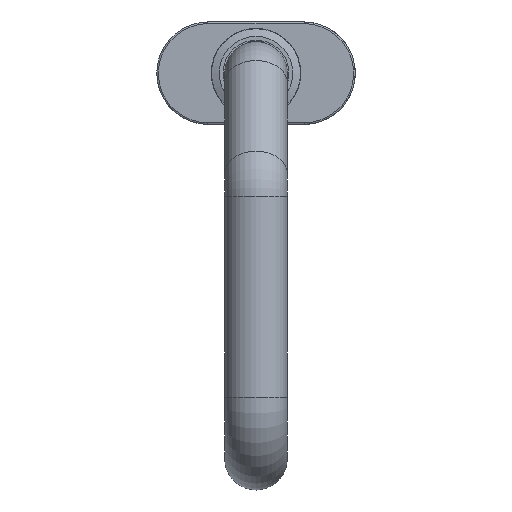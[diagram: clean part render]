
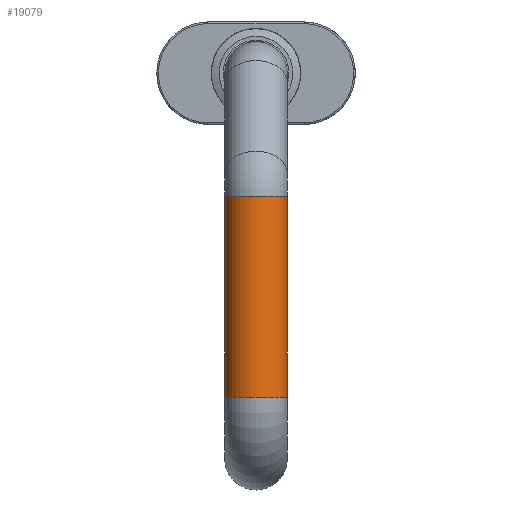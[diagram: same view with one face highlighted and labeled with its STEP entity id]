
A CAD part, left-side view. The second image highlights one B-rep face of the part: STEP entity #19079.
In plain terms, the highlighted cylindrical face has radius 9.8 mm (diameter 19.6 mm), a full revolution.
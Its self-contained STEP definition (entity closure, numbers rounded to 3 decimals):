
#127 = ORIENTED_EDGE ( 'NONE', *, *, #7346, .T. ) ;
#265 = EDGE_LOOP ( 'NONE', ( #18689 ) ) ;
#1001 = CARTESIAN_POINT ( 'NONE',  ( -111., 0., 0. ) ) ;
#2150 = CARTESIAN_POINT ( 'NONE',  ( -111., 0., -9.8 ) ) ;
#4167 = CYLINDRICAL_SURFACE ( 'NONE', #8606, 9.8 ) ;
#4246 = DIRECTION ( 'NONE',  ( 0., 0., 1. ) ) ;
#4444 = DIRECTION ( 'NONE',  ( -1., 0., 0. ) ) ;
#5964 = DIRECTION ( 'NONE',  ( -1., 0., 0. ) ) ;
#6523 = CIRCLE ( 'NONE', #11464, 9.8 ) ;
#7346 = EDGE_CURVE ( 'NONE', #19247, #19247, #6523, .T. ) ;
#7730 = CIRCLE ( 'NONE', #10020, 9.8 ) ;
#8460 = VERTEX_POINT ( 'NONE', #1001 ) ;
#8587 = DIRECTION ( 'NONE',  ( 0., 0., 1. ) ) ;
#8606 = AXIS2_PLACEMENT_3D ( 'NONE', #9392, #5964, #11099 ) ;
#9392 = CARTESIAN_POINT ( 'NONE',  ( -48.284, 0., -9.8 ) ) ;
#10020 = AXIS2_PLACEMENT_3D ( 'NONE', #2150, #13519, #8587 ) ;
#10712 = EDGE_CURVE ( 'NONE', #8460, #8460, #7730, .T. ) ;
#11099 = DIRECTION ( 'NONE',  ( 0., 0., 1. ) ) ;
#11464 = AXIS2_PLACEMENT_3D ( 'NONE', #15826, #4444, #4246 ) ;
#13519 = DIRECTION ( 'NONE',  ( -1., 0., 0. ) ) ;
#14414 = FACE_OUTER_BOUND ( 'NONE', #265, .T. ) ;
#15826 = CARTESIAN_POINT ( 'NONE',  ( -48.284, 0., -9.8 ) ) ;
#17445 = CARTESIAN_POINT ( 'NONE',  ( -48.284, 0., 0. ) ) ;
#18689 = ORIENTED_EDGE ( 'NONE', *, *, #10712, .F. ) ;
#19079 = ADVANCED_FACE ( 'NONE', ( #20830, #14414 ), #4167, .T. ) ;
#19247 = VERTEX_POINT ( 'NONE', #17445 ) ;
#19954 = EDGE_LOOP ( 'NONE', ( #127 ) ) ;
#20830 = FACE_OUTER_BOUND ( 'NONE', #19954, .T. ) ;
